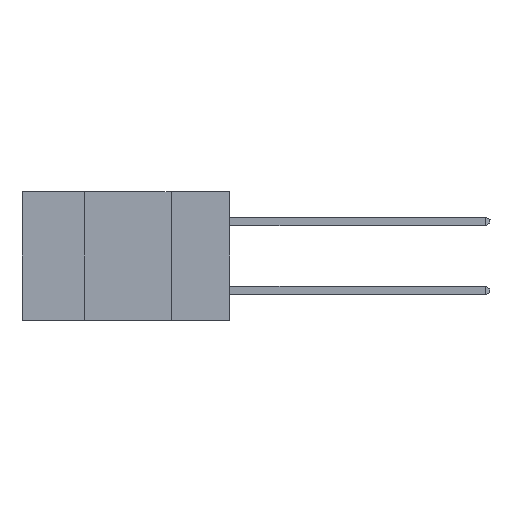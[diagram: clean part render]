
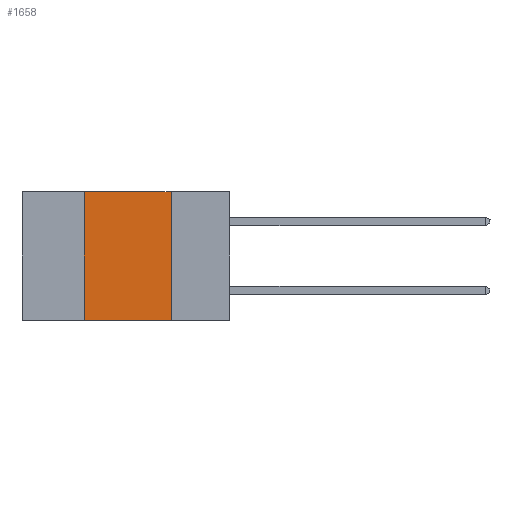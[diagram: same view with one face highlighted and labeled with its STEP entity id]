
A CAD part, left-side view. The second image highlights one B-rep face of the part: STEP entity #1658.
In plain terms, the highlighted planar face has unit normal (-1, 0, 0).
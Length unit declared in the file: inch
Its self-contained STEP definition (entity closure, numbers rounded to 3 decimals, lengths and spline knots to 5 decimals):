
#309 = CARTESIAN_POINT ( 'NONE',  ( 0., 0.42, 0. ) ) ;
#331 = CARTESIAN_POINT ( 'NONE',  ( 0., 0.17, -0.37 ) ) ;
#497 = EDGE_CURVE ( 'NONE', #2283, #7172, #6145, .T. ) ;
#591 = VECTOR ( 'NONE', #11816, 39.37008 ) ;
#1561 = ORIENTED_EDGE ( 'NONE', *, *, #5204, .T. ) ;
#1658 = ADVANCED_FACE ( 'NONE', ( #9054 ), #4931, .F. ) ;
#1949 = CARTESIAN_POINT ( 'NONE',  ( 0., 0.42, -0.37 ) ) ;
#1981 = ORIENTED_EDGE ( 'NONE', *, *, #497, .F. ) ;
#1992 = VERTEX_POINT ( 'NONE', #309 ) ;
#2283 = VERTEX_POINT ( 'NONE', #2692 ) ;
#2692 = CARTESIAN_POINT ( 'NONE',  ( 0., 0.17, 0. ) ) ;
#3588 = VECTOR ( 'NONE', #12136, 39.37008 ) ;
#3956 = LINE ( 'NONE', #7917, #591 ) ;
#4206 = DIRECTION ( 'NONE',  ( 0., 0., -1. ) ) ;
#4243 = EDGE_CURVE ( 'NONE', #1992, #2283, #3956, .T. ) ;
#4285 = VECTOR ( 'NONE', #6918, 39.37008 ) ;
#4931 = PLANE ( 'NONE',  #12739 ) ;
#5204 = EDGE_CURVE ( 'NONE', #7358, #7172, #8152, .T. ) ;
#5229 = EDGE_LOOP ( 'NONE', ( #1981, #11536, #8990, #1561 ) ) ;
#5232 = CARTESIAN_POINT ( 'NONE',  ( 0., 0.6, -0.37 ) ) ;
#6026 = CARTESIAN_POINT ( 'NONE',  ( 0., 0.6, 0. ) ) ;
#6145 = LINE ( 'NONE', #331, #7687 ) ;
#6918 = DIRECTION ( 'NONE',  ( 0., 0., 1. ) ) ;
#6992 = DIRECTION ( 'NONE',  ( 0., 0., -1. ) ) ;
#7172 = VERTEX_POINT ( 'NONE', #7269 ) ;
#7269 = CARTESIAN_POINT ( 'NONE',  ( 0., 0.17, -0.37 ) ) ;
#7337 = CARTESIAN_POINT ( 'NONE',  ( 0., 0.42, -0.37 ) ) ;
#7358 = VERTEX_POINT ( 'NONE', #7337 ) ;
#7687 = VECTOR ( 'NONE', #4206, 39.37008 ) ;
#7917 = CARTESIAN_POINT ( 'NONE',  ( 0., 0.6, 0. ) ) ;
#8152 = LINE ( 'NONE', #5232, #3588 ) ;
#8990 = ORIENTED_EDGE ( 'NONE', *, *, #9560, .F. ) ;
#9054 = FACE_OUTER_BOUND ( 'NONE', #5229, .T. ) ;
#9560 = EDGE_CURVE ( 'NONE', #7358, #1992, #11009, .T. ) ;
#11009 = LINE ( 'NONE', #1949, #4285 ) ;
#11536 = ORIENTED_EDGE ( 'NONE', *, *, #4243, .F. ) ;
#11816 = DIRECTION ( 'NONE',  ( 0., -1., 0. ) ) ;
#11883 = DIRECTION ( 'NONE',  ( 1., 0., 0. ) ) ;
#12136 = DIRECTION ( 'NONE',  ( 0., -1., 0. ) ) ;
#12739 = AXIS2_PLACEMENT_3D ( 'NONE', #6026, #11883, #6992 ) ;
